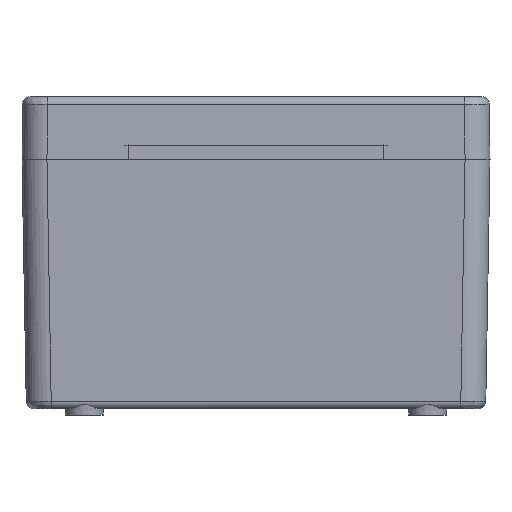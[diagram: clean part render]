
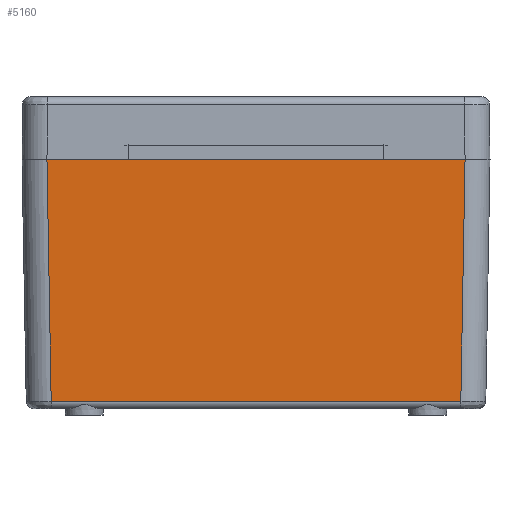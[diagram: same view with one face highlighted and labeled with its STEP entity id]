
A CAD part, front view. The second image highlights one B-rep face of the part: STEP entity #5160.
In plain terms, the highlighted planar face has unit normal (0, -1, -0.018).
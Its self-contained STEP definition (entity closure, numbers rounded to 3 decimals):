
#300=LINE('',#9405,#608);
#315=LINE('',#9699,#623);
#316=LINE('',#9703,#624);
#317=LINE('',#9704,#625);
#608=VECTOR('',#7353,13.13);
#623=VECTOR('',#7412,7.757);
#624=VECTOR('',#7417,7.757);
#625=VECTOR('',#7418,13.4);
#792=PLANE('',#5844);
#1358=FACE_OUTER_BOUND('',#1775,.T.);
#1775=EDGE_LOOP('',(#4549,#4550,#4551,#4552));
#2616=VERTEX_POINT('',#9402);
#2617=VERTEX_POINT('',#9404);
#2634=VERTEX_POINT('',#9698);
#2635=VERTEX_POINT('',#9702);
#3271=EDGE_CURVE('',#2616,#2617,#300,.T.);
#3302=EDGE_CURVE('',#2617,#2634,#315,.T.);
#3304=EDGE_CURVE('',#2635,#2616,#316,.T.);
#3305=EDGE_CURVE('',#2635,#2634,#317,.T.);
#4549=ORIENTED_EDGE('',*,*,#3271,.F.);
#4550=ORIENTED_EDGE('',*,*,#3304,.F.);
#4551=ORIENTED_EDGE('',*,*,#3305,.T.);
#4552=ORIENTED_EDGE('',*,*,#3302,.F.);
#5160=ADVANCED_FACE('',(#1358),#792,.T.);
#5844=AXIS2_PLACEMENT_3D('',#9701,#7415,#7416);
#7353=DIRECTION('',(-1.,0.,0.));
#7412=DIRECTION('',(-0.017,-0.017,1.));
#7415=DIRECTION('center_axis',(0.,-1.,-0.017));
#7416=DIRECTION('ref_axis',(0.,0.017,-1.));
#7417=DIRECTION('',(-0.017,0.017,-1.));
#7418=DIRECTION('',(-1.,0.,0.));
#9402=CARTESIAN_POINT('',(6.564,-16.864,0.246));
#9404=CARTESIAN_POINT('',(-6.565,-16.864,0.246));
#9405=CARTESIAN_POINT('',(6.564,-16.864,0.246));
#9698=CARTESIAN_POINT('',(-6.7,-17.,8.));
#9699=CARTESIAN_POINT('',(-6.565,-16.864,0.246));
#9701=CARTESIAN_POINT('Origin',(7.5,-16.86,0.001));
#9702=CARTESIAN_POINT('',(6.7,-17.,8.));
#9703=CARTESIAN_POINT('',(6.7,-17.,8.));
#9704=CARTESIAN_POINT('',(6.7,-17.,8.));
